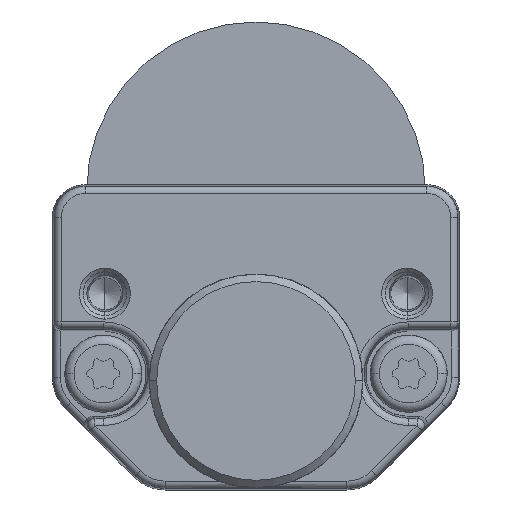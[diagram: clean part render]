
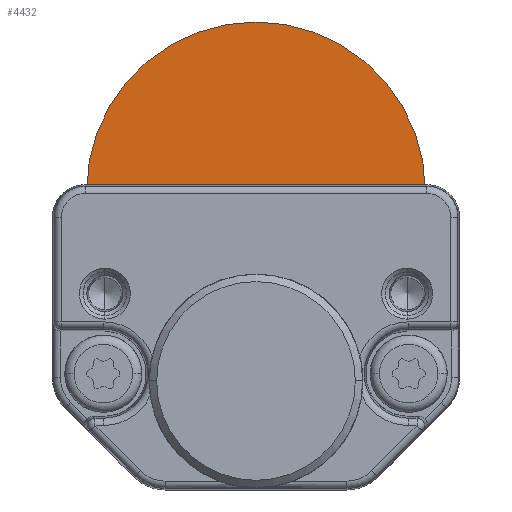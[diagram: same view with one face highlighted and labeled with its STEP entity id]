
A CAD part, left-side view. The second image highlights one B-rep face of the part: STEP entity #4432.
In plain terms, the highlighted face is planar.
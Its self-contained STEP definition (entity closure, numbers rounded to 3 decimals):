
#4316=DIRECTION('',(1.,0.,0.));
#4317=VECTOR('',#4316,23.3);
#4318=CARTESIAN_POINT('',(-11.65,0.,144.5));
#4319=LINE('',#4318,#4317);
#4320=DIRECTION('',(0.,-1.,0.));
#4321=VECTOR('',#4320,1.5);
#4322=CARTESIAN_POINT('',(-11.65,1.5,144.5));
#4323=LINE('',#4322,#4321);
#4324=CARTESIAN_POINT('',(0.,1.5,144.5));
#4325=DIRECTION('',(0.,0.,1.));
#4326=DIRECTION('',(1.,0.,0.));
#4327=AXIS2_PLACEMENT_3D('',#4324,#4325,#4326);
#4329=DIRECTION('',(0.,1.,0.));
#4330=VECTOR('',#4329,1.5);
#4331=CARTESIAN_POINT('',(11.65,0.,144.5));
#4332=LINE('',#4331,#4330);
#4341=CARTESIAN_POINT('',(-11.65,0.,144.5));
#4342=CARTESIAN_POINT('',(11.65,0.,144.5));
#4343=VERTEX_POINT('',#4341);
#4344=VERTEX_POINT('',#4342);
#4345=CARTESIAN_POINT('',(11.65,1.5,144.5));
#4346=VERTEX_POINT('',#4345);
#4347=CARTESIAN_POINT('',(-11.65,1.5,144.5));
#4348=VERTEX_POINT('',#4347);
#4421=CARTESIAN_POINT('',(0.,0.,144.5));
#4422=DIRECTION('',(0.,0.,1.));
#4423=DIRECTION('',(1.,0.,0.));
#4424=AXIS2_PLACEMENT_3D('',#4421,#4422,#4423);
#4425=PLANE('',#4424);
#4426=ORIENTED_EDGE('',*,*,#4373,.F.);
#4427=ORIENTED_EDGE('',*,*,#4388,.F.);
#4428=ORIENTED_EDGE('',*,*,#4402,.F.);
#4429=ORIENTED_EDGE('',*,*,#4415,.F.);
#4430=EDGE_LOOP('',(#4426,#4427,#4428,#4429));
#4431=FACE_OUTER_BOUND('',#4430,.F.);
#4432=ADVANCED_FACE('',(#4431),#4425,.T.);
#4328=CIRCLE('',#4327,11.65);
#4373=EDGE_CURVE('',#4343,#4344,#4319,.T.);
#4388=EDGE_CURVE('',#4348,#4343,#4323,.T.);
#4402=EDGE_CURVE('',#4346,#4348,#4328,.T.);
#4415=EDGE_CURVE('',#4344,#4346,#4332,.T.);
